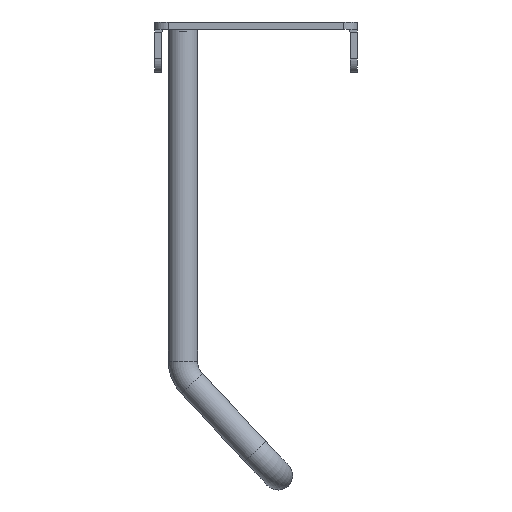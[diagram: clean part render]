
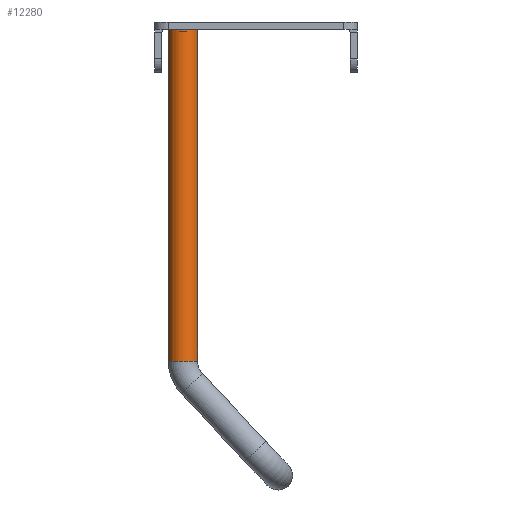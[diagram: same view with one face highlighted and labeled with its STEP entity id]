
A CAD part, left-side view. The second image highlights one B-rep face of the part: STEP entity #12280.
In plain terms, the highlighted cylindrical face has radius 3.175 mm (diameter 6.35 mm), a full revolution.
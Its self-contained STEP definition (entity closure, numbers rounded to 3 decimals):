
#1647=CYLINDRICAL_SURFACE('',#12835,3.175);
#2377=FACE_OUTER_BOUND('',#3127,.T.);
#3127=EDGE_LOOP('',(#10831,#10832,#10833,#10834,#10835));
#3683=LINE('',#72733,#4224);
#4224=VECTOR('',#14410,3.175);
#4352=CIRCLE('',#12575,3.175);
#4408=CIRCLE('',#12836,3.175);
#4409=CIRCLE('',#12837,3.175);
#4899=VERTEX_POINT('',#18608);
#5584=VERTEX_POINT('',#72732);
#5585=VERTEX_POINT('',#72734);
#6141=EDGE_CURVE('',#4899,#4899,#4352,.T.);
#7347=EDGE_CURVE('',#4899,#5584,#3683,.T.);
#7348=EDGE_CURVE('',#5584,#5585,#4408,.T.);
#7349=EDGE_CURVE('',#5585,#5584,#4409,.T.);
#10831=ORIENTED_EDGE('',*,*,#6141,.F.);
#10832=ORIENTED_EDGE('',*,*,#7347,.T.);
#10833=ORIENTED_EDGE('',*,*,#7348,.T.);
#10834=ORIENTED_EDGE('',*,*,#7349,.T.);
#10835=ORIENTED_EDGE('',*,*,#7347,.F.);
#12280=ADVANCED_FACE('',(#2377),#1647,.T.);
#12575=AXIS2_PLACEMENT_3D('',#18609,#13526,#13527);
#12835=AXIS2_PLACEMENT_3D('',#72731,#14408,#14409);
#12836=AXIS2_PLACEMENT_3D('',#72735,#14411,#14412);
#12837=AXIS2_PLACEMENT_3D('',#72736,#14413,#14414);
#13526=DIRECTION('center_axis',(0.,0.,
1.));
#13527=DIRECTION('ref_axis',(1.,0.,0.));
#14408=DIRECTION('center_axis',(0.,0.,
1.));
#14409=DIRECTION('ref_axis',(1.,0.,0.));
#14410=DIRECTION('',(0.,0.,-1.));
#14411=DIRECTION('center_axis',(0.,0.,
1.));
#14412=DIRECTION('ref_axis',(1.,0.,0.));
#14413=DIRECTION('center_axis',(0.,0.,
1.));
#14414=DIRECTION('ref_axis',(1.,0.,0.));
#18608=CARTESIAN_POINT('',(-214.675,15.875,0.));
#18609=CARTESIAN_POINT('Origin',(-211.5,15.875,0.));
#72731=CARTESIAN_POINT('Origin',(-211.5,15.875,-72.));
#72732=CARTESIAN_POINT('',(-214.675,15.875,-72.));
#72733=CARTESIAN_POINT('',(-214.675,15.875,-72.));
#72734=CARTESIAN_POINT('',(-211.5,12.7,-72.));
#72735=CARTESIAN_POINT('Origin',(-211.5,15.875,-72.));
#72736=CARTESIAN_POINT('Origin',(-211.5,15.875,-72.));
